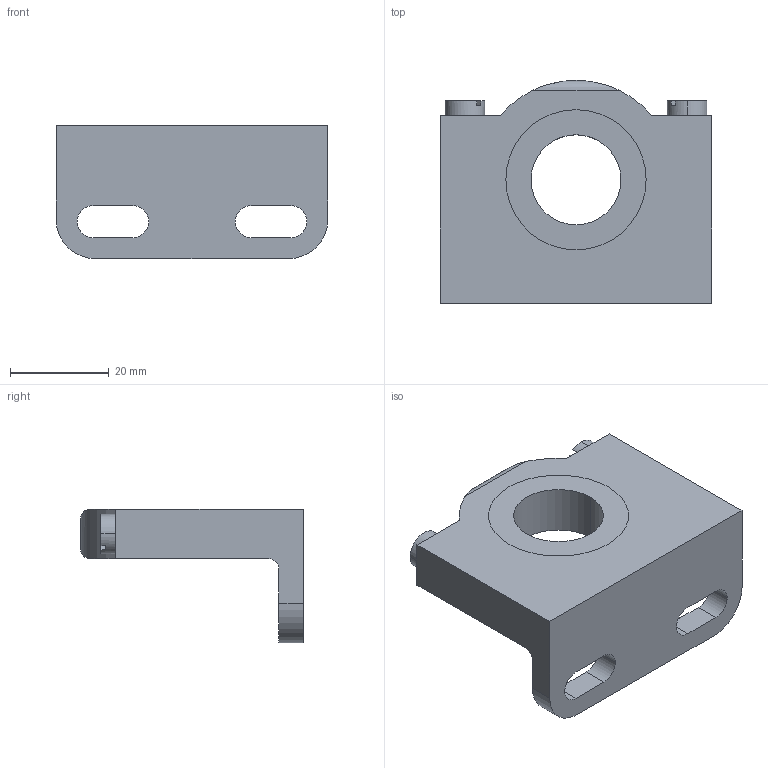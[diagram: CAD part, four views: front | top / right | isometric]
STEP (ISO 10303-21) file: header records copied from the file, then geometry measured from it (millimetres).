
FILE_DESCRIPTION(('STEP AP242'),'1');
FILE_NAME('bracket_xuza218.stp','2019-12-11T07:54:18',('TraceParts'),('TraceParts S.A.'),'Spatial InterOp 3D',' ',' ');
FILE_SCHEMA(('AP242_MANAGED_MODEL_BASED_3D_ENGINEERING_MIM_LF {1 0 10303 442 1 1 4}'));
Length unit declared in the file: millimetre
Products named in the file (1): bracket_xuza218_1
Bounding box: 55 x 45.1 x 27 mm (x, y, z)
Volume: 23812.6 mm3; surface area: 10415.9 mm2
Topology: 2 solids, 2 shells, 49 faces, 135 edges, 92 vertices
Faces by surface type: plane 25, cylinder 20, sphere 4
Entity records: 1678 total; most frequent: CARTESIAN_POINT 330, DIRECTION 295, ORIENTED_EDGE 270, EDGE_CURVE 135, AXIS2_PLACEMENT_3D 113, VERTEX_POINT 92, LINE 69, VECTOR 69
